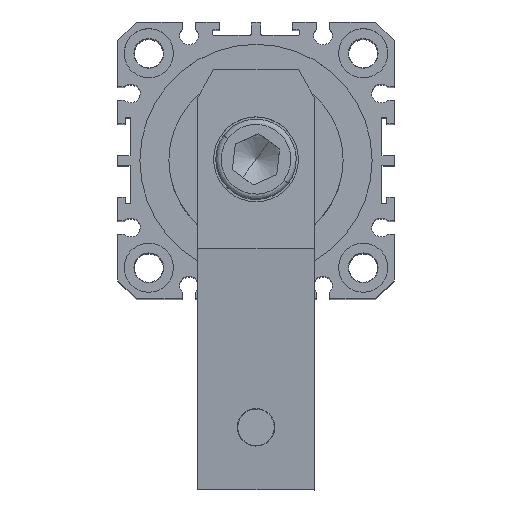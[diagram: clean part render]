
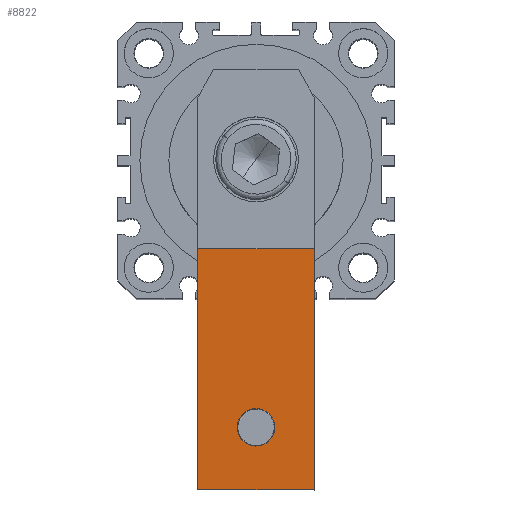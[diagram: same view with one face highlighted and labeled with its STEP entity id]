
A CAD part, top view. The second image highlights one B-rep face of the part: STEP entity #8822.
In plain terms, the highlighted planar face has unit normal (0, -0.074, 0.997).
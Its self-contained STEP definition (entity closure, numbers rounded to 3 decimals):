
#8280=CARTESIAN_POINT('',(-243.673,77.431,240.542));
#8281=VERTEX_POINT('',#8280);
#8297=CARTESIAN_POINT('',(-243.673,85.807,241.162));
#8298=VERTEX_POINT('',#8297);
#8305=CARTESIAN_POINT('',(-243.673,81.619,240.852));
#8306=DIRECTION('',(0.,0.074,-0.997));
#8307=DIRECTION('',(0.,-0.997,-0.074));
#8308=AXIS2_PLACEMENT_3D('',#8305,#8306,#8307);
#8309=ELLIPSE('',#8308,4.199,4.188);
#8310=EDGE_CURVE('',#8281,#8298,#8309,.T.);
#8535=CARTESIAN_POINT('',(-256.673,67.619,239.815));
#8536=VERTEX_POINT('',#8535);
#8543=CARTESIAN_POINT('',(-256.673,121.619,243.815));
#8544=VERTEX_POINT('',#8543);
#8545=CARTESIAN_POINT('',(-256.673,121.619,243.815));
#8546=DIRECTION('',(0.,-0.997,-0.074));
#8547=VECTOR('',#8546,54.148);
#8548=LINE('',#8545,#8547);
#8549=EDGE_CURVE('',#8544,#8536,#8548,.T.);
#8567=CARTESIAN_POINT('',(-230.673,121.619,243.815));
#8568=VERTEX_POINT('',#8567);
#8569=CARTESIAN_POINT('',(-230.673,121.619,243.815));
#8570=DIRECTION('',(-1.0,0.0,0.0));
#8571=VECTOR('',#8570,26.);
#8572=LINE('',#8569,#8571);
#8573=EDGE_CURVE('',#8568,#8544,#8572,.T.);
#8726=CARTESIAN_POINT('',(-243.673,81.619,240.852));
#8727=DIRECTION('',(0.,0.074,-0.997));
#8728=DIRECTION('',(0.,-0.997,-0.074));
#8729=AXIS2_PLACEMENT_3D('',#8726,#8727,#8728);
#8730=ELLIPSE('',#8729,4.199,4.188);
#8731=EDGE_CURVE('',#8298,#8281,#8730,.T.);
#8795=CARTESIAN_POINT('',(-230.673,121.619,243.815));
#8796=DIRECTION('',(0.,-0.074,0.997));
#8797=DIRECTION('',(-1.0,0.0,0.0));
#8798=AXIS2_PLACEMENT_3D('',#8795,#8796,#8797);
#8799=PLANE('',#8798);
#8800=ORIENTED_EDGE('',*,*,#8549,.T.);
#8801=CARTESIAN_POINT('',(-230.673,67.619,239.815));
#8802=VERTEX_POINT('',#8801);
#8803=CARTESIAN_POINT('',(-230.673,67.619,239.815));
#8804=DIRECTION('',(-1.0,0.0,0.0));
#8805=VECTOR('',#8804,26.0);
#8806=LINE('',#8803,#8805);
#8807=EDGE_CURVE('',#8802,#8536,#8806,.T.);
#8808=ORIENTED_EDGE('',*,*,#8807,.F.);
#8809=CARTESIAN_POINT('',(-230.673,67.619,239.815));
#8810=DIRECTION('',(0.,0.997,0.074));
#8811=VECTOR('',#8810,54.148);
#8812=LINE('',#8809,#8811);
#8813=EDGE_CURVE('',#8802,#8568,#8812,.T.);
#8814=ORIENTED_EDGE('',*,*,#8813,.T.);
#8815=ORIENTED_EDGE('',*,*,#8573,.T.);
#8816=EDGE_LOOP('',(#8800,#8808,#8814,#8815));
#8817=FACE_OUTER_BOUND('',#8816,.T.);
#8818=ORIENTED_EDGE('',*,*,#8731,.T.);
#8819=ORIENTED_EDGE('',*,*,#8310,.T.);
#8820=EDGE_LOOP('',(#8818,#8819));
#8821=FACE_BOUND('',#8820,.T.);
#8822=ADVANCED_FACE('',(#8817,#8821),#8799,.T.);
